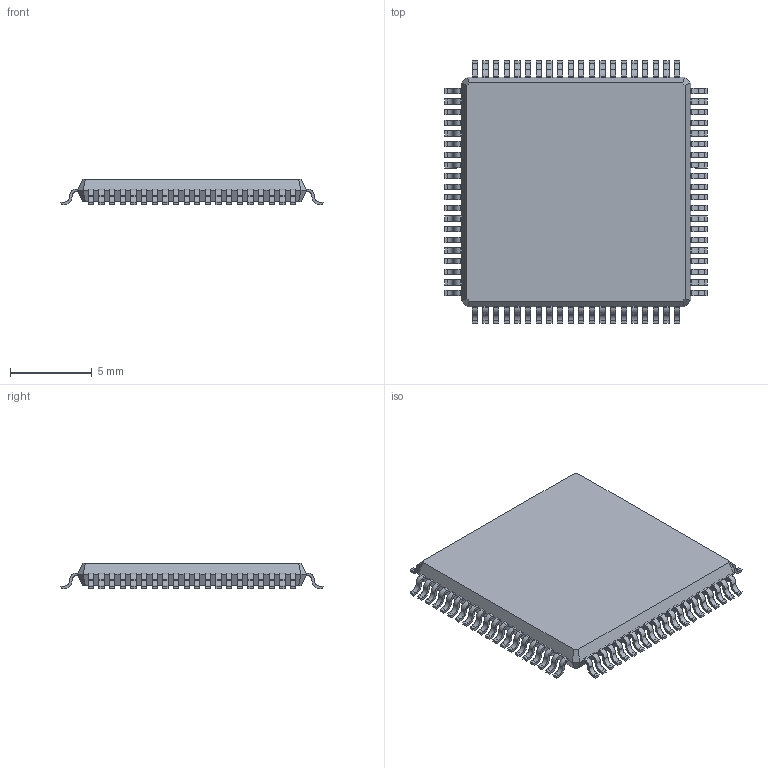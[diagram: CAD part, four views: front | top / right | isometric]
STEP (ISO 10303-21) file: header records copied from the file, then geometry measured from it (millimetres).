
FILE_DESCRIPTION(('FreeCAD Model'),'2;1');
FILE_NAME('LQFP_80_14x14x1.4.step', '2018-02-13T14:24:35',('kicad StepUp'),('ksu MCAD'), 'Open CASCADE STEP processor 6.8','FreeCAD','Unknown');
FILE_SCHEMA(('AUTOMOTIVE_DESIGN_CC2 { 1 2 10303 214 -1 1 5 4 }'));
Length unit declared in the file: millimetre
Products named in the file (1): LQFP_80_14x14x1.4
Bounding box: 16.01 x 16.01 x 1.59 mm (x, y, z)
Volume: 267.3 mm3; surface area: 552.1 mm2
Topology: 1 solids, 1 shells, 1058 faces, 3160 edges, 2104 vertices
Faces by surface type: plane 738, cylinder 320
Entity records: 42859 total; most frequent: CARTESIAN_POINT 6323, ORIENTED_EDGE 6320, DIRECTION 5918, EDGE_CURVE 3160, LINE 2520, VECTOR 2520, VERTEX_POINT 2104, AXIS2_PLACEMENT_3D 1699
